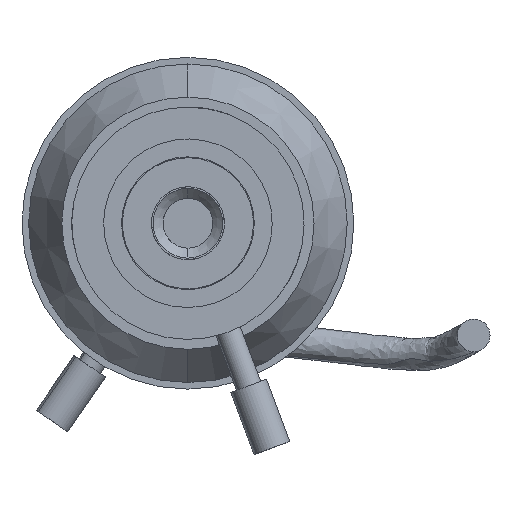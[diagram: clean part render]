
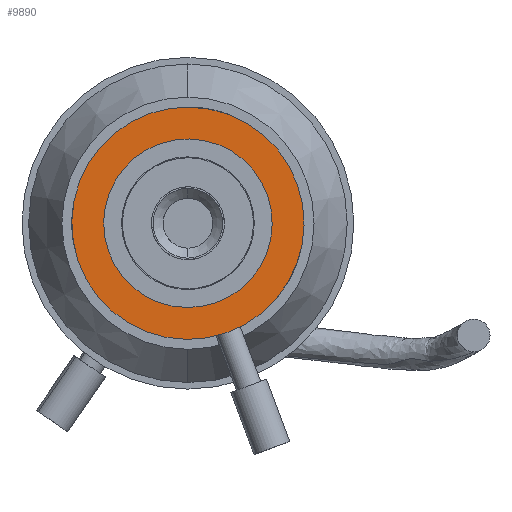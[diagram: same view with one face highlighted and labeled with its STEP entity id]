
A CAD part, left-side view. The second image highlights one B-rep face of the part: STEP entity #9890.
In plain terms, the highlighted face is planar.
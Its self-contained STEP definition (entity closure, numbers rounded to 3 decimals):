
#9753 = EDGE_CURVE ( 'NONE', #9754, #9780, #19856, .T. ) ;
#9754 = VERTEX_POINT ( 'NONE', #19851 ) ;
#9780 = VERTEX_POINT ( 'NONE', #19946 ) ;
#9803 = VERTEX_POINT ( 'NONE', #20003 ) ;
#9805 = EDGE_CURVE ( 'NONE', #9803, #9806, #20002, .T. ) ;
#9806 = VERTEX_POINT ( 'NONE', #19997 ) ;
#9889 = EDGE_CURVE ( 'NONE', #9806, #9803, #20318, .T. ) ;
#9890 = ADVANCED_FACE ( 'NONE', ( #20311, #20310 ), #20357, .F. ) ;
#9891 = EDGE_LOOP ( 'NONE', ( #9892, #9893 ) ) ;
#9892 = ORIENTED_EDGE ( 'NONE', *, *, #9889, .F. ) ;
#9893 = ORIENTED_EDGE ( 'NONE', *, *, #9805, .F. ) ;
#9894 = EDGE_LOOP ( 'NONE', ( #9895, #9896 ) ) ;
#9895 = ORIENTED_EDGE ( 'NONE', *, *, #9753, .T. ) ;
#9896 = ORIENTED_EDGE ( 'NONE', *, *, #9897, .T. ) ;
#9897 = EDGE_CURVE ( 'NONE', #9780, #9754, #20356, .T. ) ;
#19851 = CARTESIAN_POINT ( 'NONE',  ( -42.018, 5.844, 8.812 ) ) ;
#19852 = DIRECTION ( 'NONE',  ( -1., 0., 0. ) ) ;
#19853 = DIRECTION ( 'NONE',  ( 0., 0., -1. ) ) ;
#19854 = CARTESIAN_POINT ( 'NONE',  ( -33.128, 5.844, 8.812 ) ) ;
#19855 = AXIS2_PLACEMENT_3D ( 'NONE', #19854, #19853, #19852 ) ;
#19856 = CIRCLE ( 'NONE', #19855, 8.89 ) ;
#19946 = CARTESIAN_POINT ( 'NONE',  ( -24.238, 5.844, 8.812 ) ) ;
#19997 = CARTESIAN_POINT ( 'NONE',  ( -39.58, 5.844, 8.812 ) ) ;
#19998 = DIRECTION ( 'NONE',  ( -1., 0., 0. ) ) ;
#19999 = DIRECTION ( 'NONE',  ( 0., 0., -1. ) ) ;
#20000 = CARTESIAN_POINT ( 'NONE',  ( -33.128, 5.844, 8.812 ) ) ;
#20001 = AXIS2_PLACEMENT_3D ( 'NONE', #20000, #19999, #19998 ) ;
#20002 = CIRCLE ( 'NONE', #20001, 6.452 ) ;
#20003 = CARTESIAN_POINT ( 'NONE',  ( -26.677, 5.844, 8.812 ) ) ;
#20310 = FACE_OUTER_BOUND ( 'NONE', #9894, .T. ) ;
#20311 = FACE_BOUND ( 'NONE', #9891, .T. ) ;
#20313 = DIRECTION ( 'NONE',  ( -1., 0., 0. ) ) ;
#20314 = DIRECTION ( 'NONE',  ( 0., 0., -1. ) ) ;
#20315 = CARTESIAN_POINT ( 'NONE',  ( -33.128, 5.844, 8.812 ) ) ;
#20317 = AXIS2_PLACEMENT_3D ( 'NONE', #20315, #20314, #20313 ) ;
#20318 = CIRCLE ( 'NONE', #20317, 6.452 ) ;
#20347 = DIRECTION ( 'NONE',  ( -1., 0., 0. ) ) ;
#20348 = DIRECTION ( 'NONE',  ( 0., 0., -1. ) ) ;
#20349 = CARTESIAN_POINT ( 'NONE',  ( -33.128, 5.844, 8.812 ) ) ;
#20350 = AXIS2_PLACEMENT_3D ( 'NONE', #20349, #20348, #20347 ) ;
#20352 = DIRECTION ( 'NONE',  ( 1., 0., 0. ) ) ;
#20353 = DIRECTION ( 'NONE',  ( 0., 0., 1. ) ) ;
#20354 = CARTESIAN_POINT ( 'NONE',  ( -33.128, 1.399, 8.812 ) ) ;
#20355 = AXIS2_PLACEMENT_3D ( 'NONE', #20354, #20353, #20352 ) ;
#20356 = CIRCLE ( 'NONE', #20350, 8.89 ) ;
#20357 = PLANE ( 'NONE',  #20355 ) ;
